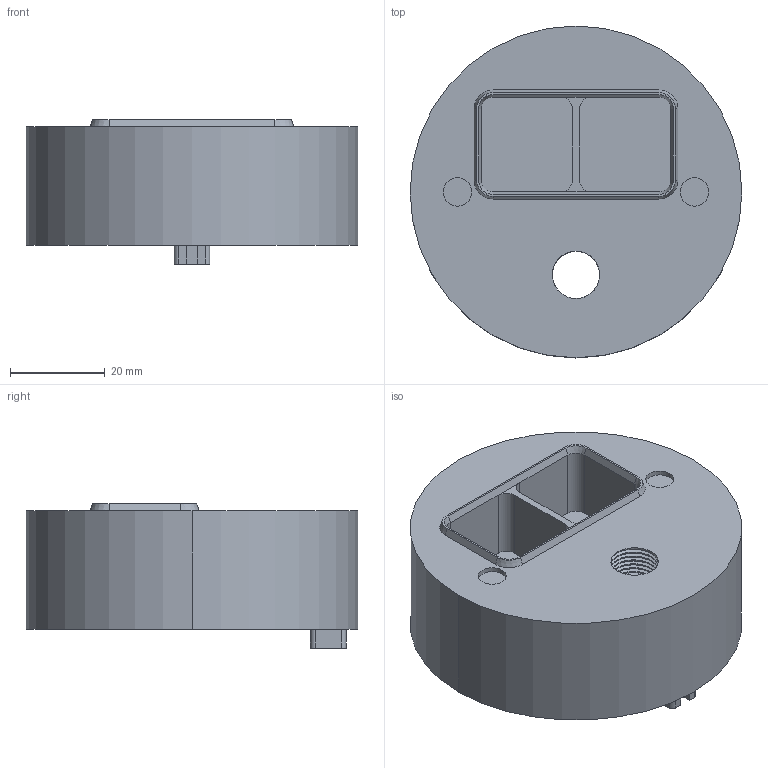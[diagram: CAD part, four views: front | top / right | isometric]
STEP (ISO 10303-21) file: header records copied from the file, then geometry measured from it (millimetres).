
FILE_DESCRIPTION (( 'STEP AP214' ), '1' );
FILE_NAME ('concept.STEP', '2022-10-06T00:29:31', ( '' ), ( '' ), 'SwSTEP 2.0', 'SolidWorks 2021', '' );
FILE_SCHEMA (( 'AUTOMOTIVE_DESIGN' ));
Length unit declared in the file: centimetre
Products named in the file (1): concept
Bounding box: 70 x 70 x 30.5 mm (x, y, z)
Volume: 82807.5 mm3; surface area: 17291.5 mm2
Topology: 1 solids, 1 shells, 291 faces, 761 edges, 502 vertices
Faces by surface type: plane 207, cylinder 73, cone 8, bspline 3
Entity records: 15734 total; most frequent: CARTESIAN_POINT 5585, ORIENTED_EDGE 1522, DIRECTION 1294, EDGE_CURVE 761, VECTOR 598, LINE 598, VERTEX_POINT 502, AXIS2_PLACEMENT_3D 348
